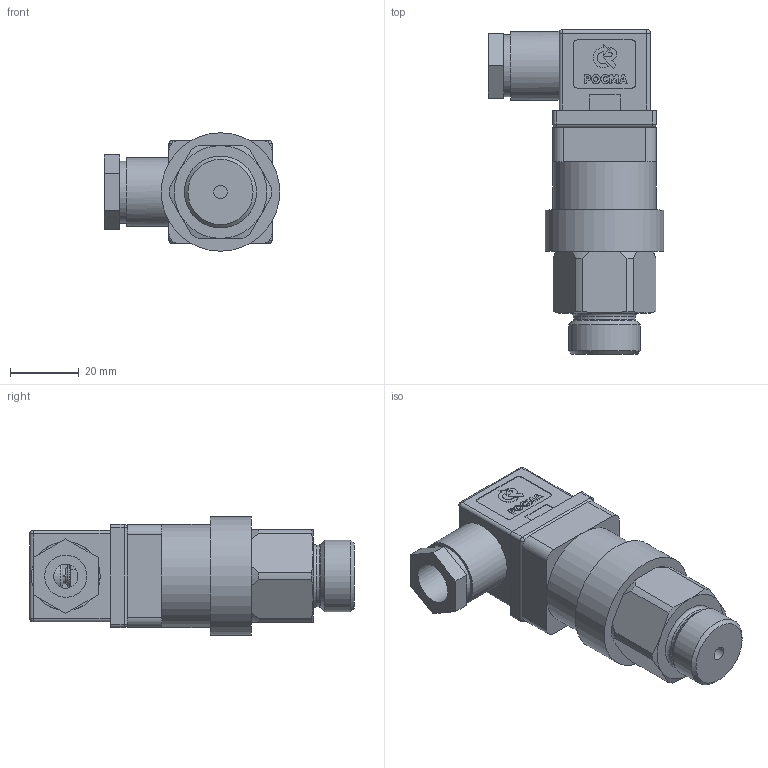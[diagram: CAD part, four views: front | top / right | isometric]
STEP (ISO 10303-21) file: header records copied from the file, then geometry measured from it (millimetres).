
FILE_DESCRIPTION(/* description */ ('РД-Г-5-G1_2 наруж-Pg9'),/* implementation_level */ '2;1');
FILE_NAME(/* name */ 'РД-Г-5-G1_2 наруж-Pg9.stp',/* time_stamp */ '2024-04-10T11:35:59+03:00',/* author */ ('Tech'),/* organization */ (''),/* preprocessor_version */ 'ST-DEVELOPER v18.1',/* originating_system */ 'Autodesk Inventor 2021',/* authorisation */ '');
FILE_SCHEMA (('AUTOMOTIVE_DESIGN { 1 0 10303 214 3 1 1 }'));
Length unit declared in the file: millimetre
Products named in the file (1): РД-Г-5-G1_2 наруж-
Pg9
Bounding box: 51.1 x 94.5 x 34.5 mm (x, y, z)
Volume: 60424 mm3; surface area: 27692.6 mm2
Topology: 8 solids, 9 shells, 537 faces, 1411 edges, 932 vertices
Faces by surface type: plane 360, cylinder 109, bspline 31, cone 16, torus 12, sphere 9
Full cylindrical faces by diameter (mm): 1.318 x1, 2 x4, 2.61 x1, 3 x2, 3.5 x1, 3.7 x1, 4 x2, 4.5 x1, 5.5 x2, 6.5 x1, 6.8 x1, 7 x1, 8 x2, 10 x1, 12 x1, 12.3 x1, 12.4 x1, 16 x1, 16.5 x1, 16.7 x1, 18 x2, 20 x1, 20.955 x1, 22 x1, 30 x1, 34.5 x1
Entity records: 16819 total; most frequent: CARTESIAN_POINT 3485, ORIENTED_EDGE 2820, DIRECTION 2627, EDGE_CURVE 1410, LINE 991, VECTOR 991, VERTEX_POINT 932, AXIS2_PLACEMENT_3D 818
